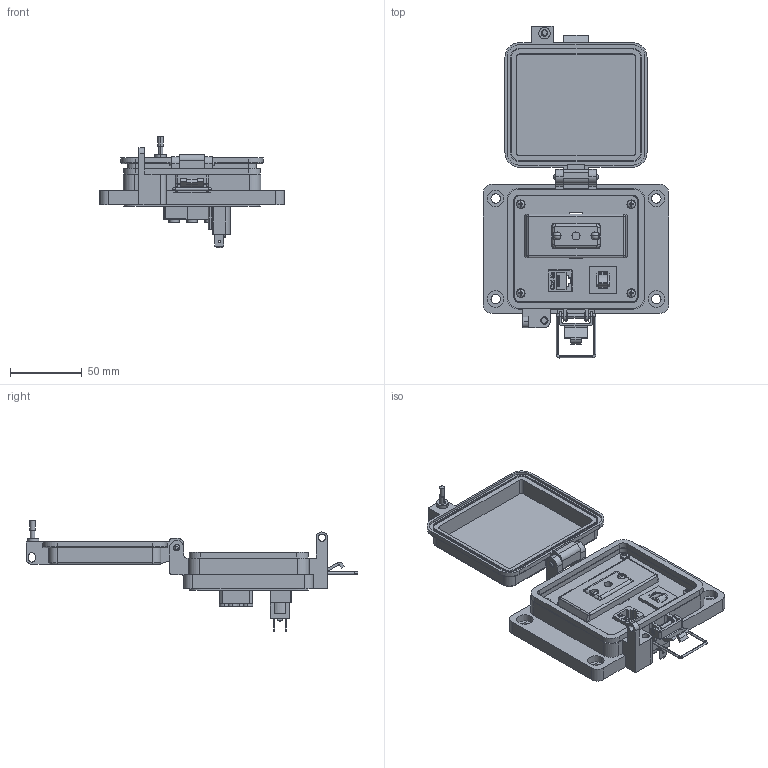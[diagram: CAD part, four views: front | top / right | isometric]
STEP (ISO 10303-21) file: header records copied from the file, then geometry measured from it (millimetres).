
FILE_DESCRIPTION (( 'STEP AP203' ), '1' );
FILE_NAME ('P-R2-K2RI5_3D.STEP', '2022-08-17T13:26:35', ( '' ), ( '' ), 'SwSTEP 2.0', 'SolidWorks 2021', '' );
FILE_SCHEMA (( 'CONFIG_CONTROL_DESIGN' ));
Length unit declared in the file: millimetre
Products named in the file (19): -K2; Z-002-4401_4HN_90675A005; Z-200-OTLT-RI_CVRPLT; Z-H-K2_B; Z-CB-SM; RI; P-R2-K2RI5_FP060_1; P-R2-K2RI5_3D; R2; Z-200-OTLT-RI; CBX; P-R2-K2RI5_BP180_1; Z-000-4243316TFP; Z-200-OTLT-RI_ADAPTPLT; Z-000-440716FH_90273A416; P-R2-K2RI5_TP060_1; 92005A124_METRIC PAN HEAD PHILLIPS MACHINE SCREW_92005A124; Z-300-RJ45CAT5
Assembly tree (24 placements, depth 4):
  P-R2-K2RI5_3D
    -K2
      Z-H-K2_B
    P-R2-K2RI5_BP180_1
    P-R2-K2RI5_FP060_1
    P-R2-K2RI5_TP060_1
    Z-000-4243316TFP  x2
    RI
      Z-200-OTLT-RI
        Z-200-OTLT-RI
        Z-200-OTLT-RI_ADAPTPLT
        Z-200-OTLT-RI_CVRPLT
    Z-000-440716FH_90273A416  x2
    Z-002-4401_4HN_90675A005  x2
    R2
      Z-300-RJ45CAT5
    CBX
      Z-CB-SM
    92005A124_METRIC PAN HEAD PHILLIPS MACHINE SCREW_92005A124  x4
Bounding box: 129 x 231.28 x 77.64 mm (x, y, z)
Volume: 203425.8 mm3; surface area: 125214.3 mm2
Topology: 32 solids, 32 shells, 2480 faces, 6907 edges, 4547 vertices
Faces by surface type: cylinder 1166, plane 890, bspline 222, cone 146, torus 36, sphere 20
Entity records: 66811 total; most frequent: CARTESIAN_POINT 23261, ORIENTED_EDGE 9294, DIRECTION 7772, EDGE_CURVE 4647, VERTEX_POINT 3060, LINE 2664, VECTOR 2664, AXIS2_PLACEMENT_3D 2554
